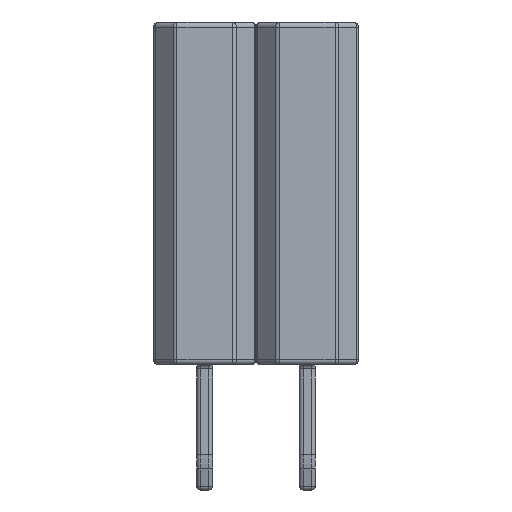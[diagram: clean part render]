
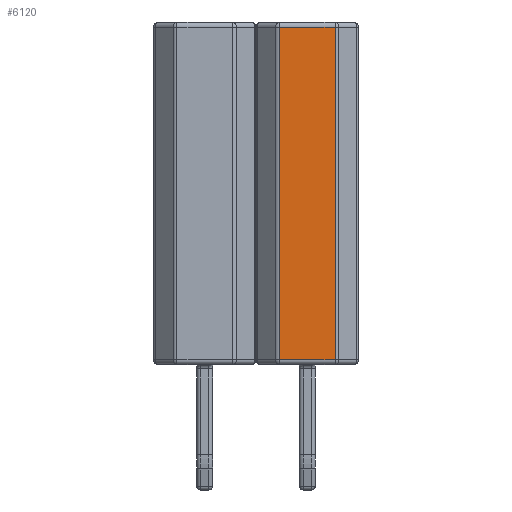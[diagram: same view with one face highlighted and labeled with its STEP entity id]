
A CAD part, left-side view. The second image highlights one B-rep face of the part: STEP entity #6120.
In plain terms, the highlighted planar face has unit normal (-1, 0, 0).
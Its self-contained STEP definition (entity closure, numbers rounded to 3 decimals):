
#5462 = CYLINDRICAL_SURFACE('',#5463,0.125);
#5463 = AXIS2_PLACEMENT_3D('',#5464,#5465,#5466);
#5464 = CARTESIAN_POINT('',(-1.145,0.692,0.));
#5465 = DIRECTION('',(0.,0.,1.));
#5466 = DIRECTION('',(-0.707,0.707,0.));
#5567 = VERTEX_POINT('',#5568);
#5568 = CARTESIAN_POINT('',(-1.27,0.692,0.125));
#5595 = EDGE_CURVE('',#5567,#5596,#5598,.T.);
#5596 = VERTEX_POINT('',#5597);
#5597 = CARTESIAN_POINT('',(-1.27,0.692,8.375));
#5598 = SURFACE_CURVE('',#5599,(#5603,#5610),.PCURVE_S1.);
#5599 = LINE('',#5600,#5601);
#5600 = CARTESIAN_POINT('',(-1.27,0.692,0.));
#5601 = VECTOR('',#5602,1.);
#5602 = DIRECTION('',(0.,0.,1.));
#5603 = PCURVE('',#5462,#5604);
#5604 = DEFINITIONAL_REPRESENTATION('',(#5605),#5609);
#5605 = LINE('',#5606,#5607);
#5606 = CARTESIAN_POINT('',(0.785,0.));
#5607 = VECTOR('',#5608,1.);
#5608 = DIRECTION('',(0.,1.));
#5609 = ( GEOMETRIC_REPRESENTATION_CONTEXT(2) 
PARAMETRIC_REPRESENTATION_CONTEXT() REPRESENTATION_CONTEXT('2D SPACE',''
  ) );
#5610 = PCURVE('',#5611,#5616);
#5611 = PLANE('',#5612);
#5612 = AXIS2_PLACEMENT_3D('',#5613,#5614,#5615);
#5613 = CARTESIAN_POINT('',(-1.27,-0.744,0.));
#5614 = DIRECTION('',(-1.,0.,0.));
#5615 = DIRECTION('',(0.,1.,0.));
#5616 = DEFINITIONAL_REPRESENTATION('',(#5617),#5621);
#5617 = LINE('',#5618,#5619);
#5618 = CARTESIAN_POINT('',(1.436,0.));
#5619 = VECTOR('',#5620,1.);
#5620 = DIRECTION('',(0.,-1.));
#5621 = ( GEOMETRIC_REPRESENTATION_CONTEXT(2) 
PARAMETRIC_REPRESENTATION_CONTEXT() REPRESENTATION_CONTEXT('2D SPACE',''
  ) );
#5825 = CYLINDRICAL_SURFACE('',#5826,0.125);
#5826 = AXIS2_PLACEMENT_3D('',#5827,#5828,#5829);
#5827 = CARTESIAN_POINT('',(-1.145,-0.744,8.375));
#5828 = DIRECTION('',(0.,1.,0.));
#5829 = DIRECTION('',(-1.,0.,0.));
#6107 = CYLINDRICAL_SURFACE('',#6108,0.125);
#6108 = AXIS2_PLACEMENT_3D('',#6109,#6110,#6111);
#6109 = CARTESIAN_POINT('',(-1.145,-0.744,0.125));
#6110 = DIRECTION('',(0.,1.,0.));
#6111 = DIRECTION('',(-1.,0.,0.));
#6120 = ADVANCED_FACE('',(#6121),#5611,.T.);
#6121 = FACE_BOUND('',#6122,.T.);
#6122 = EDGE_LOOP('',(#6123,#6146,#6147,#6170));
#6123 = ORIENTED_EDGE('',*,*,#6124,.T.);
#6124 = EDGE_CURVE('',#6125,#5596,#6127,.T.);
#6125 = VERTEX_POINT('',#6126);
#6126 = CARTESIAN_POINT('',(-1.27,-0.692,8.375));
#6127 = SURFACE_CURVE('',#6128,(#6132,#6139),.PCURVE_S1.);
#6128 = LINE('',#6129,#6130);
#6129 = CARTESIAN_POINT('',(-1.27,-0.744,8.375));
#6130 = VECTOR('',#6131,1.);
#6131 = DIRECTION('',(0.,1.,0.));
#6132 = PCURVE('',#5611,#6133);
#6133 = DEFINITIONAL_REPRESENTATION('',(#6134),#6138);
#6134 = LINE('',#6135,#6136);
#6135 = CARTESIAN_POINT('',(0.,-8.375));
#6136 = VECTOR('',#6137,1.);
#6137 = DIRECTION('',(1.,0.));
#6138 = ( GEOMETRIC_REPRESENTATION_CONTEXT(2) 
PARAMETRIC_REPRESENTATION_CONTEXT() REPRESENTATION_CONTEXT('2D SPACE',''
  ) );
#6139 = PCURVE('',#5825,#6140);
#6140 = DEFINITIONAL_REPRESENTATION('',(#6141),#6145);
#6141 = LINE('',#6142,#6143);
#6142 = CARTESIAN_POINT('',(0.,0.));
#6143 = VECTOR('',#6144,1.);
#6144 = DIRECTION('',(0.,1.));
#6145 = ( GEOMETRIC_REPRESENTATION_CONTEXT(2) 
PARAMETRIC_REPRESENTATION_CONTEXT() REPRESENTATION_CONTEXT('2D SPACE',''
  ) );
#6146 = ORIENTED_EDGE('',*,*,#5595,.F.);
#6147 = ORIENTED_EDGE('',*,*,#6148,.F.);
#6148 = EDGE_CURVE('',#6149,#5567,#6151,.T.);
#6149 = VERTEX_POINT('',#6150);
#6150 = CARTESIAN_POINT('',(-1.27,-0.692,0.125));
#6151 = SURFACE_CURVE('',#6152,(#6156,#6163),.PCURVE_S1.);
#6152 = LINE('',#6153,#6154);
#6153 = CARTESIAN_POINT('',(-1.27,-0.744,0.125));
#6154 = VECTOR('',#6155,1.);
#6155 = DIRECTION('',(0.,1.,0.));
#6156 = PCURVE('',#5611,#6157);
#6157 = DEFINITIONAL_REPRESENTATION('',(#6158),#6162);
#6158 = LINE('',#6159,#6160);
#6159 = CARTESIAN_POINT('',(0.,-0.125));
#6160 = VECTOR('',#6161,1.);
#6161 = DIRECTION('',(1.,0.));
#6162 = ( GEOMETRIC_REPRESENTATION_CONTEXT(2) 
PARAMETRIC_REPRESENTATION_CONTEXT() REPRESENTATION_CONTEXT('2D SPACE',''
  ) );
#6163 = PCURVE('',#6107,#6164);
#6164 = DEFINITIONAL_REPRESENTATION('',(#6165),#6169);
#6165 = LINE('',#6166,#6167);
#6166 = CARTESIAN_POINT('',(-0.,0.));
#6167 = VECTOR('',#6168,1.);
#6168 = DIRECTION('',(-0.,1.));
#6169 = ( GEOMETRIC_REPRESENTATION_CONTEXT(2) 
PARAMETRIC_REPRESENTATION_CONTEXT() REPRESENTATION_CONTEXT('2D SPACE',''
  ) );
#6170 = ORIENTED_EDGE('',*,*,#6171,.T.);
#6171 = EDGE_CURVE('',#6149,#6125,#6172,.T.);
#6172 = SURFACE_CURVE('',#6173,(#6177,#6184),.PCURVE_S1.);
#6173 = LINE('',#6174,#6175);
#6174 = CARTESIAN_POINT('',(-1.27,-0.692,0.));
#6175 = VECTOR('',#6176,1.);
#6176 = DIRECTION('',(0.,0.,1.));
#6177 = PCURVE('',#5611,#6178);
#6178 = DEFINITIONAL_REPRESENTATION('',(#6179),#6183);
#6179 = LINE('',#6180,#6181);
#6180 = CARTESIAN_POINT('',(0.052,0.));
#6181 = VECTOR('',#6182,1.);
#6182 = DIRECTION('',(0.,-1.));
#6183 = ( GEOMETRIC_REPRESENTATION_CONTEXT(2) 
PARAMETRIC_REPRESENTATION_CONTEXT() REPRESENTATION_CONTEXT('2D SPACE',''
  ) );
#6184 = PCURVE('',#6185,#6190);
#6185 = CYLINDRICAL_SURFACE('',#6186,0.125);
#6186 = AXIS2_PLACEMENT_3D('',#6187,#6188,#6189);
#6187 = CARTESIAN_POINT('',(-1.145,-0.692,0.));
#6188 = DIRECTION('',(0.,0.,1.));
#6189 = DIRECTION('',(-1.,0.,0.));
#6190 = DEFINITIONAL_REPRESENTATION('',(#6191),#6195);
#6191 = LINE('',#6192,#6193);
#6192 = CARTESIAN_POINT('',(0.,0.));
#6193 = VECTOR('',#6194,1.);
#6194 = DIRECTION('',(0.,1.));
#6195 = ( GEOMETRIC_REPRESENTATION_CONTEXT(2) 
PARAMETRIC_REPRESENTATION_CONTEXT() REPRESENTATION_CONTEXT('2D SPACE',''
  ) );
